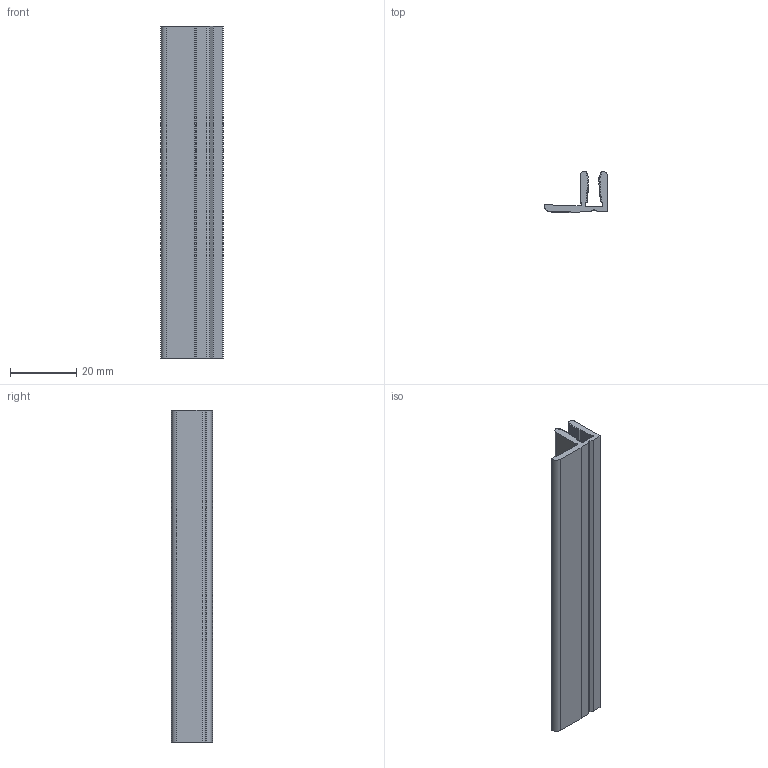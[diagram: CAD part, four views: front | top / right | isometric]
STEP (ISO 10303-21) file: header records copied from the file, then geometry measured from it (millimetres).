
FILE_DESCRIPTION (( 'STEP AP203' ), '1' );
FILE_NAME ('AL-PL-301S-A Çàæèìíîé ïðîôèëü 1S ñåðèÿ 30 àíîäèðîâàííûé.STEP', '2023-11-16T05:37:46', ( '' ), ( '' ), 'SwSTEP 2.0', 'SolidWorks 2021', '' );
FILE_SCHEMA (( 'CONFIG_CONTROL_DESIGN' ));
Length unit declared in the file: millimetre
Products named in the file (1): AL-PL-301S-A Çàæèìíîé ïðîôèëü 1S ñåðèÿ 30 àíîäèðîâàííûé
Bounding box: 18.9 x 12.35 x 100 mm (x, y, z)
Volume: 7545.1 mm3; surface area: 9255.7 mm2
Topology: 1 solids, 1 shells, 152 faces, 450 edges, 300 vertices
Faces by surface type: cylinder 86, plane 66
Entity records: 5223 total; most frequent: DIRECTION 928, CARTESIAN_POINT 903, ORIENTED_EDGE 900, EDGE_CURVE 450, AXIS2_PLACEMENT_3D 325, VERTEX_POINT 300, VECTOR 278, LINE 278
